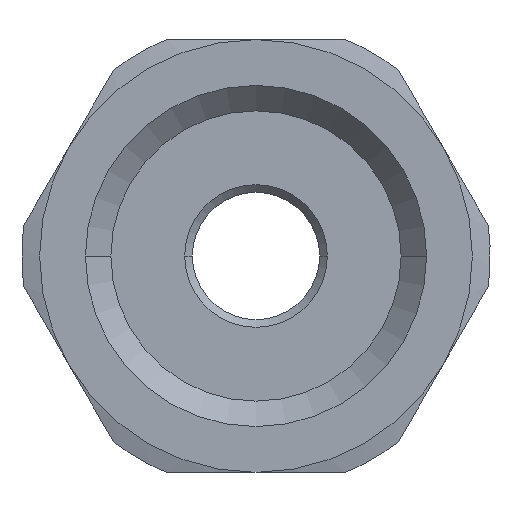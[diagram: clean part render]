
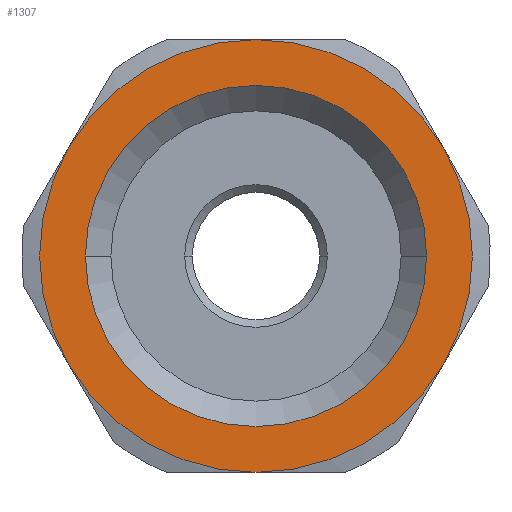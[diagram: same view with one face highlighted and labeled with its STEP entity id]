
A CAD part, front view. The second image highlights one B-rep face of the part: STEP entity #1307.
In plain terms, the highlighted planar face has unit normal (0, -1, 0).
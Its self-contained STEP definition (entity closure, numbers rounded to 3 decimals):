
#2=CARTESIAN_POINT('',(0.,0.,
8.5));
#73=CARTESIAN_POINT('',(0.,0.,
-8.5));
#134=CARTESIAN_POINT('',(0.,0.,0.));
#135=DIRECTION('',(0.,1.,0.));
#136=DIRECTION('',(-1.,0.,0.));
#137=AXIS2_PLACEMENT_3D('',#134,#135,#136);
#139=CARTESIAN_POINT('',(0.,0.,0.));
#140=DIRECTION('',(0.,1.,0.));
#141=DIRECTION('',(1.,0.,0.));
#142=AXIS2_PLACEMENT_3D('',#139,#140,#141);
#144=CARTESIAN_POINT('',(0.,0.,0.));
#145=DIRECTION('',(0.,1.,0.));
#146=DIRECTION('',(0.,0.,1.));
#147=AXIS2_PLACEMENT_3D('',#144,#145,#146);
#149=CARTESIAN_POINT('',(0.,0.,0.));
#150=DIRECTION('',(0.,1.,0.));
#151=DIRECTION('',(0.866,0.,0.5));
#152=AXIS2_PLACEMENT_3D('',#149,#150,#151);
#154=CARTESIAN_POINT('',(0.,0.,0.));
#155=DIRECTION('',(0.,1.,0.));
#156=DIRECTION('',(0.866,0.,-0.5));
#157=AXIS2_PLACEMENT_3D('',#154,#155,#156);
#159=CARTESIAN_POINT('',(0.,0.,0.));
#160=DIRECTION('',(0.,1.,0.));
#161=DIRECTION('',(0.,0.,-1.));
#162=AXIS2_PLACEMENT_3D('',#159,#160,#161);
#164=CARTESIAN_POINT('',(0.,0.,0.));
#165=DIRECTION('',(0.,1.,0.));
#166=DIRECTION('',(-0.866,0.,-0.5));
#167=AXIS2_PLACEMENT_3D('',#164,#165,#166);
#169=CARTESIAN_POINT('',(0.,0.,0.));
#170=DIRECTION('',(0.,1.,0.));
#171=DIRECTION('',(-0.866,0.,0.5));
#172=AXIS2_PLACEMENT_3D('',#169,#170,#171);
#694=CARTESIAN_POINT('',(-7.361,0.,
4.25));
#726=CARTESIAN_POINT('',(-7.361,0.,
-4.25));
#758=CARTESIAN_POINT('',(7.361,0.,
-4.25));
#790=CARTESIAN_POINT('',(7.361,0.,
4.25));
#858=CARTESIAN_POINT('',(-6.7,0.,0.));
#859=VERTEX_POINT('',#858);
#860=CARTESIAN_POINT('',(6.7,0.,0.));
#861=VERTEX_POINT('',#860);
#954=VERTEX_POINT('',#2);
#958=VERTEX_POINT('',#694);
#961=VERTEX_POINT('',#726);
#964=VERTEX_POINT('',#73);
#967=VERTEX_POINT('',#758);
#970=VERTEX_POINT('',#790);
#1288=CARTESIAN_POINT('',(0.,0.,0.));
#1289=DIRECTION('',(0.,1.,0.));
#1290=DIRECTION('',(0.,0.,1.));
#1291=AXIS2_PLACEMENT_3D('',#1288,#1289,#1290);
#1292=PLANE('',#1291);
#1293=ORIENTED_EDGE('',*,*,#1014,.T.);
#1294=ORIENTED_EDGE('',*,*,#1042,.T.);
#1295=ORIENTED_EDGE('',*,*,#1026,.T.);
#1296=ORIENTED_EDGE('',*,*,#1281,.T.);
#1297=ORIENTED_EDGE('',*,*,#1266,.T.);
#1298=ORIENTED_EDGE('',*,*,#1251,.T.);
#1299=EDGE_LOOP('',(#1293,#1294,#1295,#1296,#1297,#1298));
#1300=FACE_OUTER_BOUND('',#1299,.F.);
#1302=ORIENTED_EDGE('',*,*,#1301,.F.);
#1304=ORIENTED_EDGE('',*,*,#1303,.F.);
#1305=EDGE_LOOP('',(#1302,#1304));
#1306=FACE_BOUND('',#1305,.F.);
#1307=ADVANCED_FACE('',(#1300,#1306),#1292,.F.);
#138=CIRCLE('',#137,6.7);
#143=CIRCLE('',#142,6.7);
#148=CIRCLE('',#147,8.5);
#153=CIRCLE('',#152,8.5);
#158=CIRCLE('',#157,8.5);
#163=CIRCLE('',#162,8.5);
#168=CIRCLE('',#167,8.5);
#173=CIRCLE('',#172,8.5);
#1014=EDGE_CURVE('',#954,#970,#148,.T.);
#1026=EDGE_CURVE('',#967,#964,#158,.T.);
#1042=EDGE_CURVE('',#970,#967,#153,.T.);
#1251=EDGE_CURVE('',#958,#954,#173,.T.);
#1266=EDGE_CURVE('',#961,#958,#168,.T.);
#1281=EDGE_CURVE('',#964,#961,#163,.T.);
#1301=EDGE_CURVE('',#859,#861,#138,.T.);
#1303=EDGE_CURVE('',#861,#859,#143,.T.);
